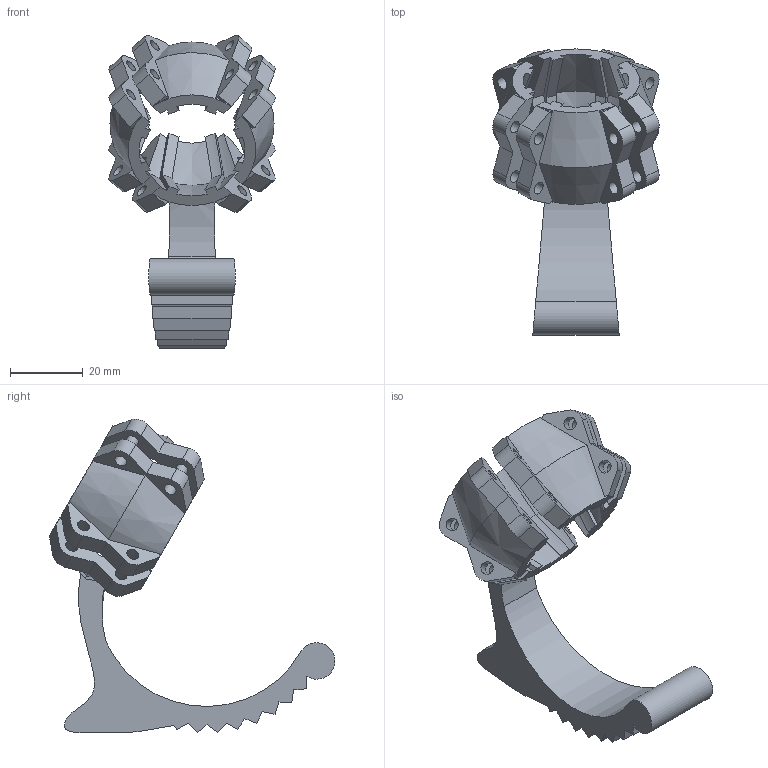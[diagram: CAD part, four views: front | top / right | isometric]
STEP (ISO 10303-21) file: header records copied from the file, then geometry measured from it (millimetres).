
FILE_DESCRIPTION(/* description */ ('','CAx-IF Rec.Pracs.---Representation and Presentation of Product Manufacturing Information (PMI)---4.0---2014-10-13'),/* implementation_level */ '2;1');
FILE_NAME(/* name */ 'Prosthetic v8.step',/* time_stamp */ '2025-01-20T21:17:33-05:00',/* author */ (''),/* organization */ (''),/* preprocessor_version */ 'ST-DEVELOPER v20',/* originating_system */ 'Autodesk Translation Framework v13.20.0.188',/* authorisation */ '');
FILE_SCHEMA (('AP242_MANAGED_MODEL_BASED_3D_ENGINEERING_MIM_LF { 1 0 10303 442 1 1 4 }'));
Length unit declared in the file: millimetre
Products named in the file (1): Prosthetic
Bounding box: 45.6 x 78.36 x 86.03 mm (x, y, z)
Volume: 26390.9 mm3; surface area: 16269.7 mm2
Topology: 4 solids, 4 shells, 208 faces, 594 edges, 394 vertices
Faces by surface type: plane 116, cone 48, cylinder 42, bspline 2
Full cylindrical faces by diameter (mm): 3.45 x16
Entity records: 7043 total; most frequent: CARTESIAN_POINT 1713, ORIENTED_EDGE 1188, DIRECTION 1063, EDGE_CURVE 594, VERTEX_POINT 394, AXIS2_PLACEMENT_3D 386, LINE 291, VECTOR 291
